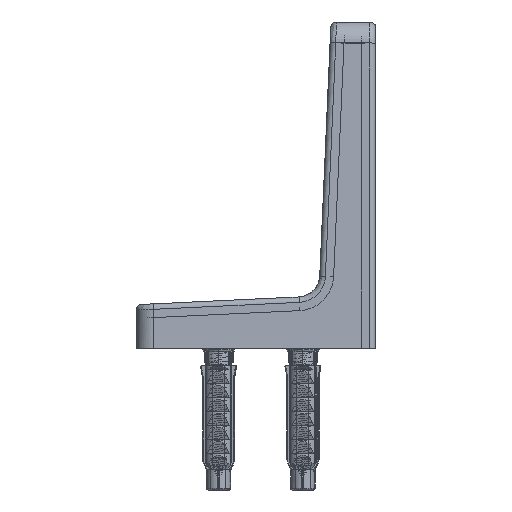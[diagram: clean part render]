
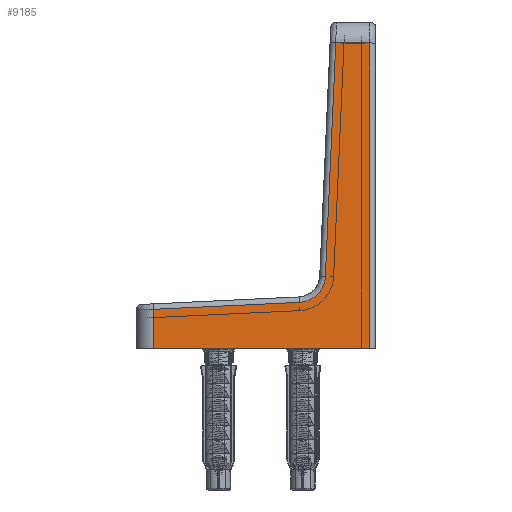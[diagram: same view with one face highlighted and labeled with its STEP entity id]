
A CAD part, front view. The second image highlights one B-rep face of the part: STEP entity #9185.
In plain terms, the highlighted face is planar.
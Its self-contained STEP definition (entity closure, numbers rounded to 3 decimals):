
#6827=CARTESIAN_POINT('',(65.174,29.549,45.885));
#6844=CARTESIAN_POINT('',(-5.,32.,53.7));
#6872=CARTESIAN_POINT('',(-5.,32.,4.));
#6874=DIRECTION('',(0.,0.,1.));
#6875=VECTOR('',#6874,49.7);
#6876=CARTESIAN_POINT('',(-5.,32.,4.));
#6877=LINE('',#6876,#6875);
#7029=DIRECTION('',(0.999,-0.035,0.));
#7030=VECTOR('',#7029,70.217);
#7031=CARTESIAN_POINT('',(-5.,32.,53.7));
#7032=LINE('',#7031,#7030);
#7033=DIRECTION('',(-0.999,0.035,0.));
#7034=VECTOR('',#7033,8.94);
#7035=CARTESIAN_POINT('',(3.934,31.688,4.));
#7036=LINE('',#7035,#7034);
#7037=DIRECTION('',(0.048,-0.002,0.999));
#7038=VECTOR('',#7037,33.545);
#7039=CARTESIAN_POINT('',(3.934,31.688,4.));
#7040=LINE('',#7039,#7038);
#7041=CARTESIAN_POINT('',(5.53,31.632,37.507));
#7042=CARTESIAN_POINT('',(5.541,31.632,37.734));
#7043=CARTESIAN_POINT('',(5.586,31.63,38.172));
#7044=CARTESIAN_POINT('',(5.712,31.626,38.779));
#7045=CARTESIAN_POINT('',(5.891,31.62,39.359));
#7046=CARTESIAN_POINT('',(6.12,31.612,39.906));
#7047=CARTESIAN_POINT('',(6.396,31.602,40.426));
#7048=CARTESIAN_POINT('',(6.721,31.591,40.919));
#7049=CARTESIAN_POINT('',(7.091,31.578,41.381));
#7050=CARTESIAN_POINT('',(7.504,31.563,41.807));
#7051=CARTESIAN_POINT('',(7.953,31.548,42.19));
#7052=CARTESIAN_POINT('',(8.434,31.531,42.529));
#7053=CARTESIAN_POINT('',(8.949,31.513,42.824));
#7054=CARTESIAN_POINT('',(9.494,31.494,43.072));
#7055=CARTESIAN_POINT('',(10.087,31.473,43.275));
#7056=CARTESIAN_POINT('',(10.755,31.45,43.43));
#7057=CARTESIAN_POINT('',(11.27,31.432,43.489));
#7058=CARTESIAN_POINT('',(11.543,31.422,43.501));
#7060=DIRECTION('',(0.998,-0.035,0.044));
#7061=VECTOR('',#7060,53.717);
#7062=CARTESIAN_POINT('',(11.543,31.422,43.501));
#7063=LINE('',#7062,#7061);
#7064=DIRECTION('',(0.,0.,-1.));
#7065=VECTOR('',#7064,7.815);
#7066=CARTESIAN_POINT('',(65.174,29.549,53.7));
#7067=LINE('',#7066,#7065);
#8322=VERTEX_POINT('',#6872);
#8371=CARTESIAN_POINT('',(65.174,29.549,53.7));
#8372=VERTEX_POINT('',#8371);
#8373=VERTEX_POINT('',#6844);
#8383=VERTEX_POINT('',#6827);
#8385=CARTESIAN_POINT('',(11.543,31.422,43.501));
#8386=VERTEX_POINT('',#8385);
#8389=VERTEX_POINT('',#7041);
#8391=CARTESIAN_POINT('',(3.934,31.688,4.));
#8392=VERTEX_POINT('',#8391);
#9168=CARTESIAN_POINT('',(70.,29.381,55.));
#9169=DIRECTION('',(0.035,0.999,0.));
#9170=DIRECTION('',(-0.999,0.035,0.));
#9171=AXIS2_PLACEMENT_3D('',#9168,#9169,#9170);
#9172=PLANE('',#9171);
#9173=ORIENTED_EDGE('',*,*,#8965,.F.);
#9174=ORIENTED_EDGE('',*,*,#8988,.F.);
#9176=ORIENTED_EDGE('',*,*,#9175,.F.);
#9177=ORIENTED_EDGE('',*,*,#9158,.T.);
#9179=ORIENTED_EDGE('',*,*,#9178,.T.);
#9181=ORIENTED_EDGE('',*,*,#9180,.T.);
#9182=ORIENTED_EDGE('',*,*,#8937,.F.);
#9183=EDGE_LOOP('',(#9173,#9174,#9176,#9177,#9179,#9181,#9182));
#9184=FACE_OUTER_BOUND('',#9183,.F.);
#9185=ADVANCED_FACE('',(#9184),#9172,.T.);
#7059=B_SPLINE_CURVE_WITH_KNOTS('',3,(#7041,#7042,#7043,#7044,#7045,#7046,#7047,
#7048,#7049,#7050,#7051,#7052,#7053,#7054,#7055,#7056,#7057,#7058),
.UNSPECIFIED.,.F.,.F.,(4,1,1,1,1,1,1,1,1,1,1,1,1,1,1,4),(0.,0.067,
0.133,0.2,0.267,0.333,0.4,
0.467,0.533,0.6,0.667,0.733,
0.8,0.867,0.933,1.),.UNSPECIFIED.);
#8937=EDGE_CURVE('',#8372,#8383,#7067,.T.);
#8965=EDGE_CURVE('',#8373,#8372,#7032,.T.);
#8988=EDGE_CURVE('',#8322,#8373,#6877,.T.);
#9158=EDGE_CURVE('',#8392,#8389,#7040,.T.);
#9175=EDGE_CURVE('',#8392,#8322,#7036,.T.);
#9178=EDGE_CURVE('',#8389,#8386,#7059,.T.);
#9180=EDGE_CURVE('',#8386,#8383,#7063,.T.);
